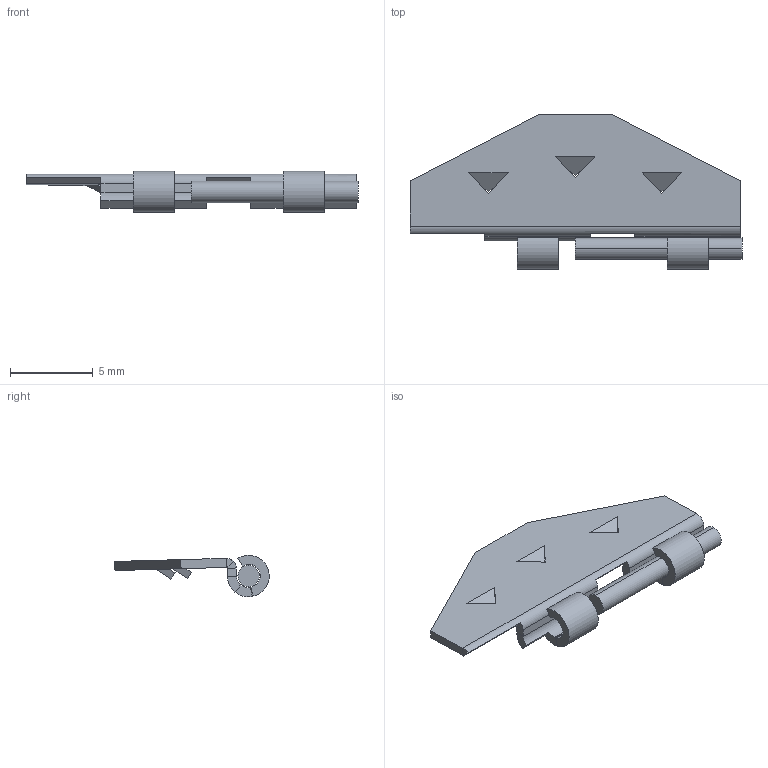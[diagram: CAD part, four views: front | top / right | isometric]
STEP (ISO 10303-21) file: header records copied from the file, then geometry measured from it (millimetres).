
FILE_DESCRIPTION (( 'STEP AP214' ), '1' );
FILE_NAME ('Hinge 20x16mm Part.STEP', '2021-03-14T19:29:26', ( 'Elessar' ), ( '' ), 'SwSTEP 2.0', 'SolidWorks 2018', '' );
FILE_SCHEMA (( 'AUTOMOTIVE_DESIGN' ));
Length unit declared in the file: millimetre
Products named in the file (3): 櫻蠉錪1^Hinge 20x16mm Part; Hinge 20x16mm Part; 栺歑緪薤^Hinge 20x16mm Part
Assembly tree (2 placements, depth 2):
  Hinge 20x16mm Part
    櫻蠉錪1^Hinge 20x16mm Part
    栺歑緪薤^Hinge 20x16mm Part
Bounding box: 20.1 x 9.35 x 2.51 mm (x, y, z)
Volume: 96 mm3; surface area: 392.1 mm2
Topology: 2 solids, 2 shells, 84 faces, 198 edges, 118 vertices
Faces by surface type: plane 68, cylinder 16
Entity records: 2474 total; most frequent: DIRECTION 422, CARTESIAN_POINT 405, ORIENTED_EDGE 396, EDGE_CURVE 198, VECTOR 152, LINE 152, AXIS2_PLACEMENT_3D 135, VERTEX_POINT 118
